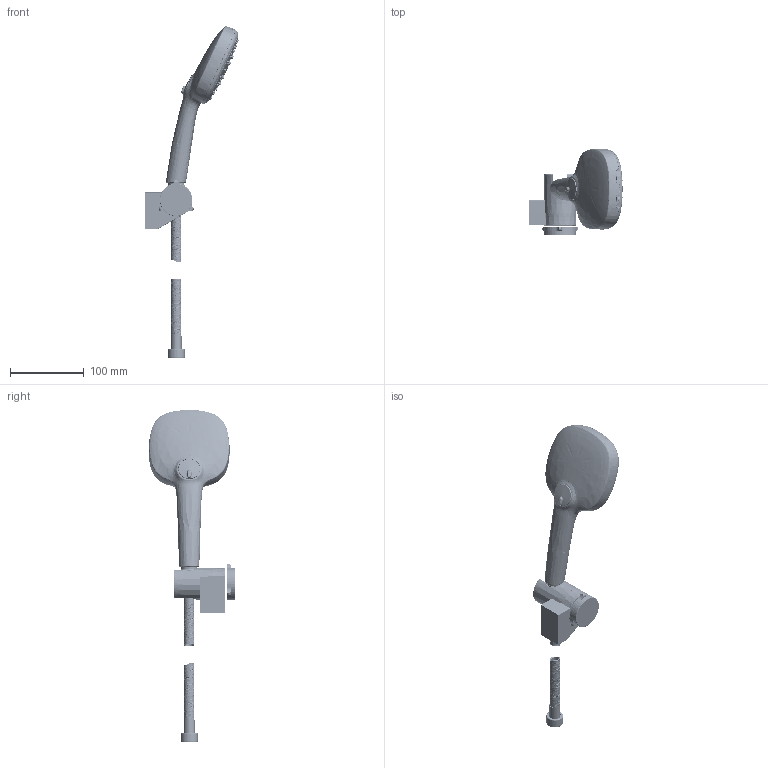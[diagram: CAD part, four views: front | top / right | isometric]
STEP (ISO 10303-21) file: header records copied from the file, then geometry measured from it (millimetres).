
FILE_DESCRIPTION(/* description */ ('Unknown'),/* implementation_level */ '2;1');
FILE_NAME(/* name */ '27584003',/* time_stamp */ '2023-02-01T11:58:54+01:00',/* author */ ('Unknown'),/* organization */ ('GROHE AG'),/* preprocessor_version */ 'ST-DEVELOPER v16.7',/* originating_system */ 'DEX',/* authorisation */ $);
FILE_SCHEMA (('AUTOMOTIVE_DESIGN {1 0 10303 214 3 1 1}'));
Length unit declared in the file: millimetre
Products named in the file (1): 27584003
Bounding box: 127.06 x 117.71 x 450.63 mm (x, y, z)
Volume: 218165.5 mm3; surface area: 190267 mm2
Topology: 14 solids, 17 shells, 9073 faces, 22796 edges, 13618 vertices
Faces by surface type: bspline 5498, plane 1513, cylinder 970, torus 447, cone 444, sphere 201
Full cylindrical faces by diameter (mm): 2.8 x132, 3.7 x66, 4.1 x12, 8.3 x2, 10.8 x2, 12 x2, 14.376 x2, 14.7 x2, 15.1 x1, 15.6 x1, 16 x2, 16.2 x3, 17.996 x4, 18.2 x1, 18.4 x1, 18.631 x2, 19.2 x1, 19.9 x1, 21 x2, 21.2 x4, 22.2 x2, 22.6 x1, 23 x1, 23.8 x1, 30.98 x1, 31 x1, 41 x1, 44 x1
Entity records: 387585 total; most frequent: CARTESIAN_POINT 218123, ORIENTED_EDGE 42110, DIRECTION 22283, EDGE_CURVE 21055, VERTEX_POINT 13043, B_SPLINE_CURVE_WITH_KNOTS 11541, EDGE_LOOP 10510, FACE_BOUND 10510
